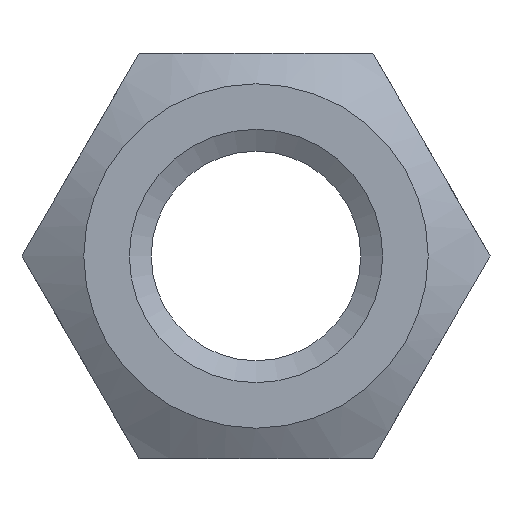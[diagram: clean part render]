
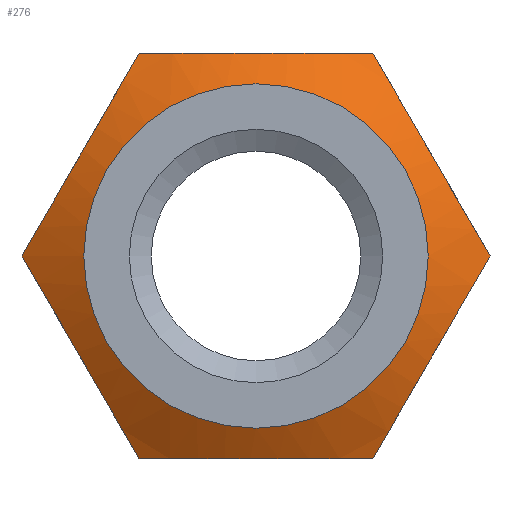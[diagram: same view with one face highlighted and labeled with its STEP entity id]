
A CAD part, left-side view. The second image highlights one B-rep face of the part: STEP entity #276.
In plain terms, the highlighted conical face has half-angle 60 degrees and reference radius 4.009 mm.
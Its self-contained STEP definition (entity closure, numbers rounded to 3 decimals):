
#121=CARTESIAN_POINT('',(0.0,3.4,0.0));
#122=VERTEX_POINT('',#121);
#123=CARTESIAN_POINT('',(0.0,0.0,0.0));
#124=DIRECTION('',(-1.0,0.0,0.0));
#125=DIRECTION('',(0.0,1.0,0.0));
#126=AXIS2_PLACEMENT_3D('',#123,#124,#125);
#127=CIRCLE('',#126,3.4);
#128=EDGE_CURVE('',#122,#122,#127,.T.);
#176=CARTESIAN_POINT('',(0.352,0.0,0.0));
#177=DIRECTION('',(1.0,0.0,0.0));
#178=DIRECTION('',(0.0,1.0,0.0));
#179=AXIS2_PLACEMENT_3D('',#176,#177,#178);
#180=CONICAL_SURFACE('',#179,4.009,60.);
#181=CARTESIAN_POINT('',(0.704,2.309,4.0));
#182=VERTEX_POINT('',#181);
#183=CARTESIAN_POINT('',(0.704,-2.309,4.0));
#184=VERTEX_POINT('',#183);
#185=CARTESIAN_POINT('',(0.704,2.309,4.0));
#186=CARTESIAN_POINT('',(0.037,0.0,4.0));
#187=CARTESIAN_POINT('',(0.704,-2.309,4.0));
#195=(BOUNDED_CURVE()B_SPLINE_CURVE(2,(#185,#186,#187),.UNSPECIFIED.,.F.,.U.)B_SPLINE_CURVE_WITH_KNOTS((3,3),(0.0,0.467),.UNSPECIFIED.)CURVE()GEOMETRIC_REPRESENTATION_ITEM()RATIONAL_B_SPLINE_CURVE((1.0,1.155,1.0))REPRESENTATION_ITEM(''));
#196=EDGE_CURVE('',#182,#184,#195,.T.);
#197=ORIENTED_EDGE('',*,*,#196,.F.);
#198=CARTESIAN_POINT('',(0.704,4.619,0.0));
#199=VERTEX_POINT('',#198);
#200=CARTESIAN_POINT('',(0.704,4.619,0.));
#201=CARTESIAN_POINT('',(0.037,3.464,2.));
#202=CARTESIAN_POINT('',(0.704,2.309,4.0));
#210=(BOUNDED_CURVE()B_SPLINE_CURVE(2,(#200,#201,#202),.UNSPECIFIED.,.F.,.U.)B_SPLINE_CURVE_WITH_KNOTS((3,3),(0.0,0.467),.UNSPECIFIED.)CURVE()GEOMETRIC_REPRESENTATION_ITEM()RATIONAL_B_SPLINE_CURVE((1.0,1.155,1.0))REPRESENTATION_ITEM(''));
#211=EDGE_CURVE('',#199,#182,#210,.T.);
#212=ORIENTED_EDGE('',*,*,#211,.F.);
#213=CARTESIAN_POINT('',(0.704,2.309,-4.));
#214=VERTEX_POINT('',#213);
#215=CARTESIAN_POINT('',(0.704,2.309,-4.));
#216=CARTESIAN_POINT('',(0.037,3.464,-2.));
#217=CARTESIAN_POINT('',(0.704,4.619,0.));
#225=(BOUNDED_CURVE()B_SPLINE_CURVE(2,(#215,#216,#217),.UNSPECIFIED.,.F.,.U.)B_SPLINE_CURVE_WITH_KNOTS((3,3),(0.0,0.467),.UNSPECIFIED.)CURVE()GEOMETRIC_REPRESENTATION_ITEM()RATIONAL_B_SPLINE_CURVE((1.0,1.155,1.0))REPRESENTATION_ITEM(''));
#226=EDGE_CURVE('',#214,#199,#225,.T.);
#227=ORIENTED_EDGE('',*,*,#226,.F.);
#228=CARTESIAN_POINT('',(0.704,-2.309,-4.));
#229=VERTEX_POINT('',#228);
#230=CARTESIAN_POINT('',(0.704,-2.309,-4.));
#231=CARTESIAN_POINT('',(0.037,0.,-4.));
#232=CARTESIAN_POINT('',(0.704,2.309,-4.));
#240=(BOUNDED_CURVE()B_SPLINE_CURVE(2,(#230,#231,#232),.UNSPECIFIED.,.F.,.U.)B_SPLINE_CURVE_WITH_KNOTS((3,3),(0.0,0.467),.UNSPECIFIED.)CURVE()GEOMETRIC_REPRESENTATION_ITEM()RATIONAL_B_SPLINE_CURVE((1.0,1.155,1.0))REPRESENTATION_ITEM(''));
#241=EDGE_CURVE('',#229,#214,#240,.T.);
#242=ORIENTED_EDGE('',*,*,#241,.F.);
#243=CARTESIAN_POINT('',(0.704,-4.619,0.));
#244=VERTEX_POINT('',#243);
#245=CARTESIAN_POINT('',(0.704,-4.619,0.));
#246=CARTESIAN_POINT('',(0.037,-3.464,-2.));
#247=CARTESIAN_POINT('',(0.704,-2.309,-4.));
#255=(BOUNDED_CURVE()B_SPLINE_CURVE(2,(#245,#246,#247),.UNSPECIFIED.,.F.,.U.)B_SPLINE_CURVE_WITH_KNOTS((3,3),(0.0,0.467),.UNSPECIFIED.)CURVE()GEOMETRIC_REPRESENTATION_ITEM()RATIONAL_B_SPLINE_CURVE((1.0,1.155,1.0))REPRESENTATION_ITEM(''));
#256=EDGE_CURVE('',#244,#229,#255,.T.);
#257=ORIENTED_EDGE('',*,*,#256,.F.);
#258=CARTESIAN_POINT('',(0.704,-2.309,4.));
#259=CARTESIAN_POINT('',(0.037,-3.464,2.0));
#260=CARTESIAN_POINT('',(0.704,-4.619,0.0));
#268=(BOUNDED_CURVE()B_SPLINE_CURVE(2,(#258,#259,#260),.UNSPECIFIED.,.F.,.U.)B_SPLINE_CURVE_WITH_KNOTS((3,3),(0.0,0.467),.UNSPECIFIED.)CURVE()GEOMETRIC_REPRESENTATION_ITEM()RATIONAL_B_SPLINE_CURVE((1.0,1.155,1.0))REPRESENTATION_ITEM(''));
#269=EDGE_CURVE('',#184,#244,#268,.T.);
#270=ORIENTED_EDGE('',*,*,#269,.F.);
#271=EDGE_LOOP('',(#197,#212,#227,#242,#257,#270));
#272=FACE_OUTER_BOUND('',#271,.T.);
#273=ORIENTED_EDGE('',*,*,#128,.F.);
#274=EDGE_LOOP('',(#273));
#275=FACE_BOUND('',#274,.T.);
#276=ADVANCED_FACE('',(#272,#275),#180,.T.);
